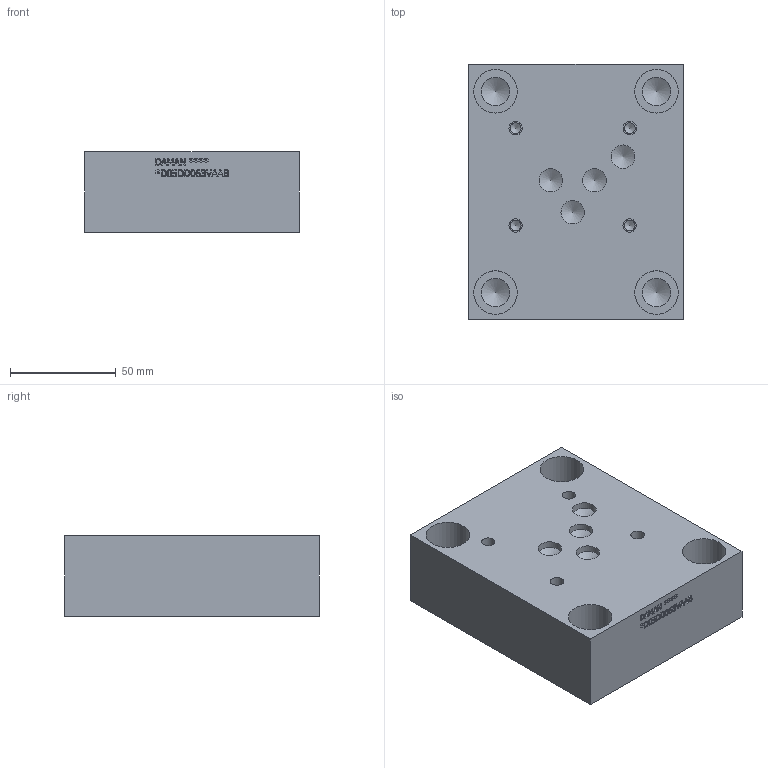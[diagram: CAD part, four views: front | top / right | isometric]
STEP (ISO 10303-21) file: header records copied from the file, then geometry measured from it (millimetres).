
FILE_DESCRIPTION(/* description */ (''),/* implementation_level */ '2;1');
FILE_NAME(/* name */ '_D05DD063VAAB.stp',/* time_stamp */ '2020-09-24T16:27:35-04:00',/* author */ ('DEVONN'),/* organization */ (''),/* preprocessor_version */ 'ST-DEVELOPER v17',/* originating_system */ 'Autodesk Inventor 2019',/* authorisation */ '');
FILE_SCHEMA (('AUTOMOTIVE_DESIGN { 1 0 10303 214 3 1 1 }'));
Length unit declared in the file: millimetre
Products named in the file (1): Part_DD05DD063VAAB.C09262R3_3D
Bounding box: 101.6 x 120.65 x 38.1 mm (x, y, z)
Volume: 425770 mm3; surface area: 51236.2 mm2
Topology: 1 solids, 1 shells, 439 faces, 1205 edges, 814 vertices
Faces by surface type: plane 266, bspline 121, cylinder 32, cone 20
Full cylindrical faces by diameter (mm): 5.105 x4, 6.35 x4, 11.125 x4, 13.487 x8, 15.875 x4, 20.625 x4, 25.4 x4
Entity records: 14813 total; most frequent: CARTESIAN_POINT 4012, ORIENTED_EDGE 2370, DIRECTION 1697, EDGE_CURVE 1185, LINE 827, VECTOR 827, VERTEX_POINT 814, EDGE_LOOP 505
